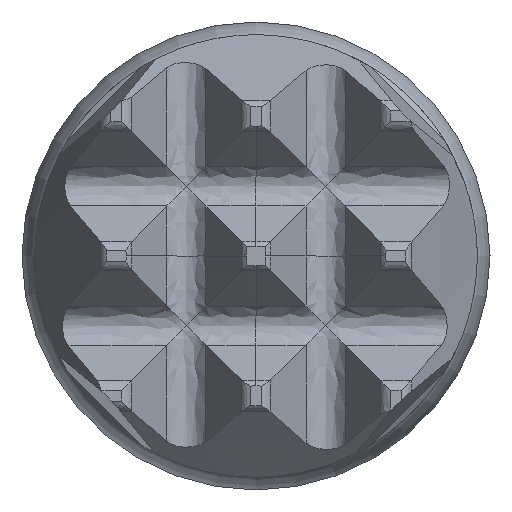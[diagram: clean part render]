
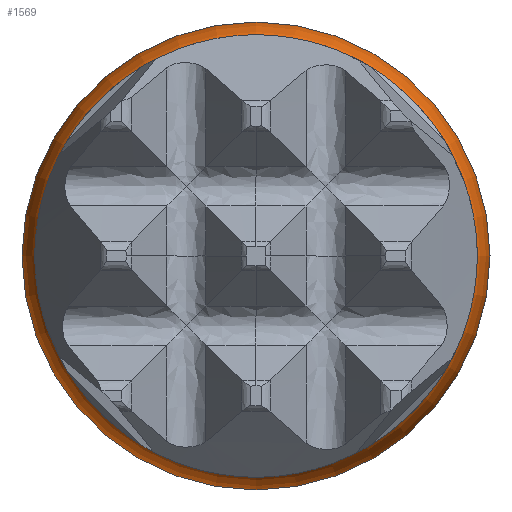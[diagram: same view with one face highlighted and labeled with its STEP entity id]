
A CAD part, left-side view. The second image highlights one B-rep face of the part: STEP entity #1569.
In plain terms, the highlighted toroidal (fillet/blend) face has major radius 0.292 mm and minor radius 0.218 mm.
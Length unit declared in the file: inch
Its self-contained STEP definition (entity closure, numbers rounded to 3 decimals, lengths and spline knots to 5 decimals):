
#658 = VERTEX_POINT ( 'NONE', #1027 ) ;
#1027 = CARTESIAN_POINT ( 'NONE',  ( 0.05786, 0., -0.0201 ) ) ;
#1194 = FACE_OUTER_BOUND ( 'NONE', #4975, .T. ) ;
#1459 = CARTESIAN_POINT ( 'NONE',  ( 0.05786, 0., 0. ) ) ;
#1569 = ADVANCED_FACE ( 'NONE', ( #2890, #1194 ), #3426, .T. ) ;
#2204 = DIRECTION ( 'NONE',  ( 0., 0., -1. ) ) ;
#2446 = AXIS2_PLACEMENT_3D ( 'NONE', #6262, #4580, #3977 ) ;
#2890 = FACE_OUTER_BOUND ( 'NONE', #2944, .T. ) ;
#2944 = EDGE_LOOP ( 'NONE', ( #7327 ) ) ;
#3275 = EDGE_CURVE ( 'NONE', #5451, #5451, #4269, .T. ) ;
#3286 = CARTESIAN_POINT ( 'NONE',  ( 0.05289, 0., 0. ) ) ;
#3426 = TOROIDAL_SURFACE ( 'NONE', #5108, 0.0115, 0.0086 ) ;
#3707 = DIRECTION ( 'NONE',  ( 0., 0., -1. ) ) ;
#3977 = DIRECTION ( 'NONE',  ( 0., 0., -1. ) ) ;
#4269 = CIRCLE ( 'NONE', #4936, 0.01852 ) ;
#4421 = DIRECTION ( 'NONE',  ( 1., 0., 0. ) ) ;
#4580 = DIRECTION ( 'NONE',  ( 1., 0., 0. ) ) ;
#4936 = AXIS2_PLACEMENT_3D ( 'NONE', #3286, #4421, #2204 ) ;
#4975 = EDGE_LOOP ( 'NONE', ( #6391 ) ) ;
#5108 = AXIS2_PLACEMENT_3D ( 'NONE', #1459, #6009, #3707 ) ;
#5123 = CIRCLE ( 'NONE', #2446, 0.0201 ) ;
#5451 = VERTEX_POINT ( 'NONE', #6182 ) ;
#6009 = DIRECTION ( 'NONE',  ( 1., 0., 0. ) ) ;
#6182 = CARTESIAN_POINT ( 'NONE',  ( 0.05289, 0., -0.01852 ) ) ;
#6262 = CARTESIAN_POINT ( 'NONE',  ( 0.05786, 0., 0. ) ) ;
#6391 = ORIENTED_EDGE ( 'NONE', *, *, #3275, .T. ) ;
#6972 = EDGE_CURVE ( 'NONE', #658, #658, #5123, .T. ) ;
#7327 = ORIENTED_EDGE ( 'NONE', *, *, #6972, .F. ) ;
